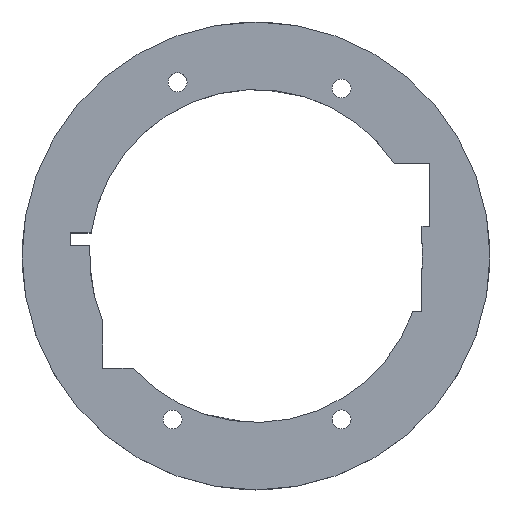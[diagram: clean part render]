
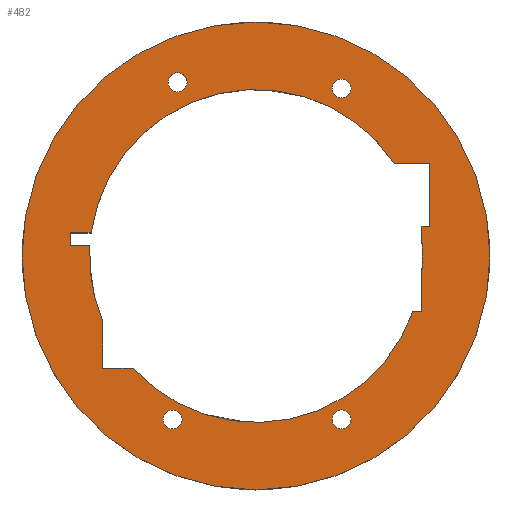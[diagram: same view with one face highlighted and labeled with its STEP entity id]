
A CAD part, top view. The second image highlights one B-rep face of the part: STEP entity #482.
In plain terms, the highlighted planar face has unit normal (0, 0, 1).
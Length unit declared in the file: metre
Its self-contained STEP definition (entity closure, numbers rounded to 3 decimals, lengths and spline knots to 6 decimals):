
#44=LINE('',#744,#81);
#45=LINE('',#747,#82);
#46=LINE('',#751,#83);
#47=LINE('',#753,#84);
#48=LINE('',#757,#85);
#49=LINE('',#759,#86);
#50=LINE('',#763,#87);
#51=LINE('',#765,#88);
#52=LINE('',#767,#89);
#53=LINE('',#771,#90);
#54=LINE('',#773,#91);
#81=VECTOR('',#609,1.);
#82=VECTOR('',#610,1.);
#83=VECTOR('',#613,1.);
#84=VECTOR('',#614,1.);
#85=VECTOR('',#617,1.);
#86=VECTOR('',#618,1.);
#87=VECTOR('',#621,1.);
#88=VECTOR('',#622,1.);
#89=VECTOR('',#623,1.);
#90=VECTOR('',#626,1.);
#91=VECTOR('',#627,1.);
#127=ORIENTED_EDGE('',*,*,#253,.F.);
#128=ORIENTED_EDGE('',*,*,#254,.F.);
#129=ORIENTED_EDGE('',*,*,#255,.F.);
#130=ORIENTED_EDGE('',*,*,#256,.F.);
#131=ORIENTED_EDGE('',*,*,#257,.T.);
#132=ORIENTED_EDGE('',*,*,#258,.T.);
#133=ORIENTED_EDGE('',*,*,#259,.T.);
#134=ORIENTED_EDGE('',*,*,#260,.F.);
#135=ORIENTED_EDGE('',*,*,#261,.T.);
#136=ORIENTED_EDGE('',*,*,#262,.T.);
#137=ORIENTED_EDGE('',*,*,#263,.F.);
#138=ORIENTED_EDGE('',*,*,#264,.T.);
#139=ORIENTED_EDGE('',*,*,#265,.F.);
#140=ORIENTED_EDGE('',*,*,#266,.F.);
#141=ORIENTED_EDGE('',*,*,#267,.T.);
#142=ORIENTED_EDGE('',*,*,#268,.F.);
#143=ORIENTED_EDGE('',*,*,#269,.F.);
#144=ORIENTED_EDGE('',*,*,#270,.F.);
#145=ORIENTED_EDGE('',*,*,#271,.F.);
#146=ORIENTED_EDGE('',*,*,#272,.T.);
#253=EDGE_CURVE('',#316,#316,#353,.T.);
#254=EDGE_CURVE('',#317,#317,#354,.T.);
#255=EDGE_CURVE('',#318,#318,#355,.T.);
#256=EDGE_CURVE('',#319,#319,#356,.T.);
#257=EDGE_CURVE('',#320,#320,#357,.T.);
#258=EDGE_CURVE('',#321,#322,#44,.T.);
#259=EDGE_CURVE('',#322,#323,#45,.T.);
#260=EDGE_CURVE('',#324,#323,#358,.T.);
#261=EDGE_CURVE('',#324,#325,#46,.T.);
#262=EDGE_CURVE('',#325,#326,#47,.T.);
#263=EDGE_CURVE('',#327,#326,#359,.T.);
#264=EDGE_CURVE('',#327,#328,#48,.T.);
#265=EDGE_CURVE('',#329,#328,#49,.T.);
#266=EDGE_CURVE('',#330,#329,#360,.T.);
#267=EDGE_CURVE('',#330,#331,#50,.T.);
#268=EDGE_CURVE('',#332,#331,#51,.T.);
#269=EDGE_CURVE('',#333,#332,#52,.T.);
#270=EDGE_CURVE('',#334,#333,#361,.T.);
#271=EDGE_CURVE('',#335,#334,#53,.T.);
#272=EDGE_CURVE('',#335,#321,#54,.T.);
#316=VERTEX_POINT('',#735);
#317=VERTEX_POINT('',#737);
#318=VERTEX_POINT('',#739);
#319=VERTEX_POINT('',#741);
#320=VERTEX_POINT('',#743);
#321=VERTEX_POINT('',#745);
#322=VERTEX_POINT('',#746);
#323=VERTEX_POINT('',#748);
#324=VERTEX_POINT('',#750);
#325=VERTEX_POINT('',#752);
#326=VERTEX_POINT('',#754);
#327=VERTEX_POINT('',#756);
#328=VERTEX_POINT('',#758);
#329=VERTEX_POINT('',#760);
#330=VERTEX_POINT('',#762);
#331=VERTEX_POINT('',#764);
#332=VERTEX_POINT('',#766);
#333=VERTEX_POINT('',#768);
#334=VERTEX_POINT('',#770);
#335=VERTEX_POINT('',#772);
#353=CIRCLE('',#531,0.0015);
#354=CIRCLE('',#532,0.0015);
#355=CIRCLE('',#533,0.0015);
#356=CIRCLE('',#534,0.0015);
#357=CIRCLE('',#535,0.0371);
#358=CIRCLE('',#536,0.0264);
#359=CIRCLE('',#537,0.0264);
#360=CIRCLE('',#538,0.0264);
#361=CIRCLE('',#539,0.0264);
#368=EDGE_LOOP('',(#127));
#369=EDGE_LOOP('',(#128));
#370=EDGE_LOOP('',(#129));
#371=EDGE_LOOP('',(#130));
#372=EDGE_LOOP('',(#131));
#373=EDGE_LOOP('',(#132,#133,#134,#135,#136,#137,#138,#139,#140,#141,#142,
#143,#144,#145,#146));
#421=FACE_BOUND('',#368,.T.);
#422=FACE_BOUND('',#369,.T.);
#423=FACE_BOUND('',#370,.T.);
#424=FACE_BOUND('',#371,.T.);
#425=FACE_BOUND('',#372,.T.);
#426=FACE_BOUND('',#373,.T.);
#469=PLANE('',#530);
#482=ADVANCED_FACE('',(#421,#422,#423,#424,#425,#426),#469,.T.);
#530=AXIS2_PLACEMENT_3D('',#733,#597,#598);
#531=AXIS2_PLACEMENT_3D('',#734,#599,#600);
#532=AXIS2_PLACEMENT_3D('',#736,#601,#602);
#533=AXIS2_PLACEMENT_3D('',#738,#603,#604);
#534=AXIS2_PLACEMENT_3D('',#740,#605,#606);
#535=AXIS2_PLACEMENT_3D('',#742,#607,#608);
#536=AXIS2_PLACEMENT_3D('',#749,#611,#612);
#537=AXIS2_PLACEMENT_3D('',#755,#615,#616);
#538=AXIS2_PLACEMENT_3D('',#761,#619,#620);
#539=AXIS2_PLACEMENT_3D('',#769,#624,#625);
#597=DIRECTION('',(0.,0.,1.));
#598=DIRECTION('',(1.,0.,0.));
#599=DIRECTION('',(0.,0.,1.));
#600=DIRECTION('',(1.,0.,0.));
#601=DIRECTION('',(0.,0.,1.));
#602=DIRECTION('',(1.,0.,0.));
#603=DIRECTION('',(0.,0.,1.));
#604=DIRECTION('',(1.,0.,0.));
#605=DIRECTION('',(0.,0.,1.));
#606=DIRECTION('',(1.,0.,0.));
#607=DIRECTION('',(0.,0.,1.));
#608=DIRECTION('',(1.,0.,0.));
#609=DIRECTION('',(-1.,0.,0.));
#610=DIRECTION('',(0.,-1.,0.));
#611=DIRECTION('',(0.,0.,1.));
#612=DIRECTION('',(1.,0.,0.));
#613=DIRECTION('',(0.,-1.,0.));
#614=DIRECTION('',(-1.,0.,0.));
#615=DIRECTION('',(0.,0.,1.));
#616=DIRECTION('',(1.,0.,0.));
#617=DIRECTION('',(-1.,0.,0.));
#618=DIRECTION('',(0.,-1.,0.));
#619=DIRECTION('',(0.,0.,1.));
#620=DIRECTION('',(1.,0.,0.));
#621=DIRECTION('',(-1.,0.,0.));
#622=DIRECTION('',(0.,-1.,0.));
#623=DIRECTION('',(-1.,0.,0.));
#624=DIRECTION('',(0.,0.,1.));
#625=DIRECTION('',(1.,0.,0.));
#626=DIRECTION('',(-1.,0.,0.));
#627=DIRECTION('',(0.,-1.,0.));
#733=CARTESIAN_POINT('',(0.,0.,-0.006));
#734=CARTESIAN_POINT('',(-0.013214,-0.02593,-0.006));
#735=CARTESIAN_POINT('',(-0.011714,-0.02593,-0.006));
#736=CARTESIAN_POINT('',(0.013569,-0.025908,-0.006));
#737=CARTESIAN_POINT('',(0.015069,-0.025908,-0.006));
#738=CARTESIAN_POINT('',(0.013578,0.026555,-0.006));
#739=CARTESIAN_POINT('',(0.015078,0.026555,-0.006));
#740=CARTESIAN_POINT('',(-0.012432,0.02755,-0.006));
#741=CARTESIAN_POINT('',(-0.010932,0.02755,-0.006));
#742=CARTESIAN_POINT('',(0.,0.,-0.006));
#743=CARTESIAN_POINT('',(0.0371,0.,-0.006));
#744=CARTESIAN_POINT('',(0.026778,0.004697,-0.006));
#745=CARTESIAN_POINT('',(0.027576,0.004697,-0.006));
#746=CARTESIAN_POINT('',(0.026314,0.004697,-0.006));
#747=CARTESIAN_POINT('',(0.026314,0.005177,-0.006));
#748=CARTESIAN_POINT('',(0.026314,0.002135,-0.006));
#749=CARTESIAN_POINT('',(0.,0.,-0.006));
#750=CARTESIAN_POINT('',(0.026314,-0.002135,-0.006));
#751=CARTESIAN_POINT('',(0.026314,-0.006823,-0.006));
#752=CARTESIAN_POINT('',(0.026314,-0.008823,-0.006));
#753=CARTESIAN_POINT('',(0.025598,-0.008823,-0.006));
#754=CARTESIAN_POINT('',(0.024882,-0.008823,-0.006));
#755=CARTESIAN_POINT('',(0.,0.,-0.006));
#756=CARTESIAN_POINT('',(-0.019468,-0.017831,-0.006));
#757=CARTESIAN_POINT('',(-0.021898,-0.017831,-0.006));
#758=CARTESIAN_POINT('',(-0.024329,-0.017831,-0.006));
#759=CARTESIAN_POINT('',(-0.024329,-0.014041,-0.006));
#760=CARTESIAN_POINT('',(-0.024329,-0.010251,-0.006));
#761=CARTESIAN_POINT('',(0.,0.,-0.006));
#762=CARTESIAN_POINT('',(-0.026349,0.001647,-0.006));
#763=CARTESIAN_POINT('',(-0.027893,0.001647,-0.006));
#764=CARTESIAN_POINT('',(-0.029438,0.001647,-0.006));
#765=CARTESIAN_POINT('',(-0.029438,0.002647,-0.006));
#766=CARTESIAN_POINT('',(-0.029438,0.003647,-0.006));
#767=CARTESIAN_POINT('',(-0.027792,0.003647,-0.006));
#768=CARTESIAN_POINT('',(-0.026147,0.003647,-0.006));
#769=CARTESIAN_POINT('',(0.,0.,-0.006));
#770=CARTESIAN_POINT('',(0.021931,0.014697,-0.006));
#771=CARTESIAN_POINT('',(0.024754,0.014697,-0.006));
#772=CARTESIAN_POINT('',(0.027576,0.014697,-0.006));
#773=CARTESIAN_POINT('',(0.027576,0.009697,-0.006));
